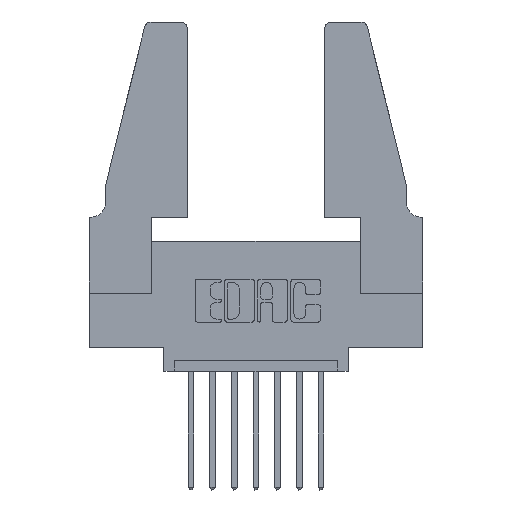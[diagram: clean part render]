
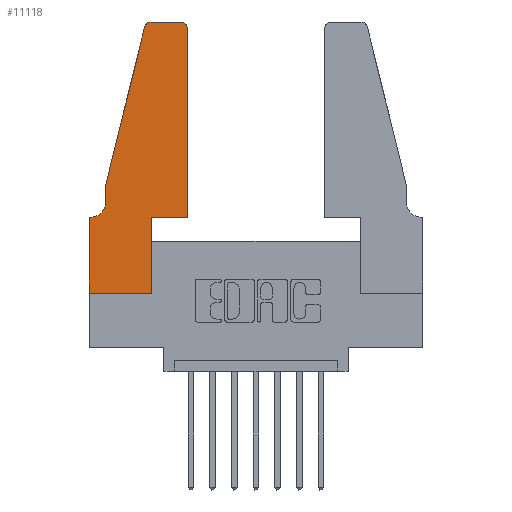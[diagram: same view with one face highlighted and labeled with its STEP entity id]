
A CAD part, top view. The second image highlights one B-rep face of the part: STEP entity #11118.
In plain terms, the highlighted planar face has unit normal (0, 0, 1).
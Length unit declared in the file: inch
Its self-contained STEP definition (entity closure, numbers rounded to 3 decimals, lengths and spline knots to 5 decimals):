
#246 = CARTESIAN_POINT ( 'NONE',  ( 0., 0.35, 0.37 ) ) ;
#393 = VECTOR ( 'NONE', #3606, 39.37008 ) ;
#416 = CARTESIAN_POINT ( 'NONE',  ( 0.25487, 1.22718, 0.37 ) ) ;
#635 = CARTESIAN_POINT ( 'NONE',  ( 0.284, 1.25, 0.37 ) ) ;
#680 = CARTESIAN_POINT ( 'NONE',  ( 0.2865, 0., 0.37 ) ) ;
#805 = DIRECTION ( 'NONE',  ( 0., 1., 0. ) ) ;
#847 = CARTESIAN_POINT ( 'NONE',  ( 0., 0., 0.37 ) ) ;
#1494 = ORIENTED_EDGE ( 'NONE', *, *, #4570, .T. ) ;
#1496 = AXIS2_PLACEMENT_3D ( 'NONE', #8708, #3856, #7743 ) ;
#1536 = ORIENTED_EDGE ( 'NONE', *, *, #6466, .T. ) ;
#1552 = AXIS2_PLACEMENT_3D ( 'NONE', #6983, #8926, #7818 ) ;
#1649 = CARTESIAN_POINT ( 'NONE',  ( 0.0055, 0.42, 0.37 ) ) ;
#1756 = LINE ( 'NONE', #4443, #2053 ) ;
#1768 = VERTEX_POINT ( 'NONE', #416 ) ;
#2042 = CARTESIAN_POINT ( 'NONE',  ( 0., 0., 0.37 ) ) ;
#2053 = VECTOR ( 'NONE', #6243, 39.37008 ) ;
#2096 = CIRCLE ( 'NONE', #9577, 0.07 ) ;
#2295 = CIRCLE ( 'NONE', #7130, 0.03 ) ;
#2600 = DIRECTION ( 'NONE',  ( -1., 0., 0. ) ) ;
#2782 = VERTEX_POINT ( 'NONE', #3099 ) ;
#2806 = DIRECTION ( 'NONE',  ( -0.239, -0.971, 0. ) ) ;
#2838 = CARTESIAN_POINT ( 'NONE',  ( 0.2865, 0.35, 0.37 ) ) ;
#2900 = ORIENTED_EDGE ( 'NONE', *, *, #8254, .T. ) ;
#2959 = VERTEX_POINT ( 'NONE', #10962 ) ;
#3099 = CARTESIAN_POINT ( 'NONE',  ( 0.4205, 1.25, 0.37 ) ) ;
#3270 = ORIENTED_EDGE ( 'NONE', *, *, #8814, .T. ) ;
#3402 = LINE ( 'NONE', #4867, #11178 ) ;
#3606 = DIRECTION ( 'NONE',  ( 0., -1., 0. ) ) ;
#3852 = ORIENTED_EDGE ( 'NONE', *, *, #12237, .T. ) ;
#3856 = DIRECTION ( 'NONE',  ( 0., 0., 1. ) ) ;
#4244 = EDGE_CURVE ( 'NONE', #8201, #7036, #3402, .T. ) ;
#4259 = EDGE_CURVE ( 'NONE', #5981, #6310, #8669, .T. ) ;
#4273 = ORIENTED_EDGE ( 'NONE', *, *, #10997, .T. ) ;
#4443 = CARTESIAN_POINT ( 'NONE',  ( 0.4505, 0.35, 0.37 ) ) ;
#4531 = VERTEX_POINT ( 'NONE', #12252 ) ;
#4570 = EDGE_CURVE ( 'NONE', #2959, #8201, #2096, .T. ) ;
#4661 = CARTESIAN_POINT ( 'NONE',  ( 0.2605, 1.25, 0.37 ) ) ;
#4741 = DIRECTION ( 'NONE',  ( 0., -1., 0. ) ) ;
#4867 = CARTESIAN_POINT ( 'NONE',  ( 0.0755, 0.35, 0.37 ) ) ;
#5038 = EDGE_CURVE ( 'NONE', #7437, #8450, #10244, .T. ) ;
#5288 = LINE ( 'NONE', #4661, #6514 ) ;
#5552 = DIRECTION ( 'NONE',  ( 1., 0., 0. ) ) ;
#5780 = PLANE ( 'NONE',  #1496 ) ;
#5981 = VERTEX_POINT ( 'NONE', #847 ) ;
#5992 = VERTEX_POINT ( 'NONE', #2838 ) ;
#6060 = CARTESIAN_POINT ( 'NONE',  ( 0.4505, 0.35, 0.37 ) ) ;
#6162 = EDGE_LOOP ( 'NONE', ( #4273, #11376, #7913, #3852, #1494, #8807, #1536, #10404, #3270, #10308, #11778, #2900 ) ) ;
#6182 = DIRECTION ( 'NONE',  ( 0., 1., 0. ) ) ;
#6243 = DIRECTION ( 'NONE',  ( 1., 0., 0. ) ) ;
#6259 = VERTEX_POINT ( 'NONE', #635 ) ;
#6310 = VERTEX_POINT ( 'NONE', #680 ) ;
#6342 = DIRECTION ( 'NONE',  ( -1., 0., 0. ) ) ;
#6466 = EDGE_CURVE ( 'NONE', #7036, #5981, #9643, .T. ) ;
#6514 = VECTOR ( 'NONE', #2600, 39.37008 ) ;
#6525 = CARTESIAN_POINT ( 'NONE',  ( 0.2865, 0.35, 0.37 ) ) ;
#6626 = CARTESIAN_POINT ( 'NONE',  ( 0.4505, 1.22, 0.37 ) ) ;
#6793 = DIRECTION ( 'NONE',  ( -1., 0., 0. ) ) ;
#6983 = CARTESIAN_POINT ( 'NONE',  ( 0.4205, 1.22, 0.37 ) ) ;
#7036 = VERTEX_POINT ( 'NONE', #246 ) ;
#7130 = AXIS2_PLACEMENT_3D ( 'NONE', #9332, #11245, #5552 ) ;
#7242 = VECTOR ( 'NONE', #4741, 39.37008 ) ;
#7277 = EDGE_CURVE ( 'NONE', #1768, #4531, #9758, .T. ) ;
#7437 = VERTEX_POINT ( 'NONE', #8875 ) ;
#7644 = VECTOR ( 'NONE', #805, 39.37008 ) ;
#7675 = CARTESIAN_POINT ( 'NONE',  ( 0., 0., 0.37 ) ) ;
#7743 = DIRECTION ( 'NONE',  ( 1., 0., 0. ) ) ;
#7818 = DIRECTION ( 'NONE',  ( 1., 0., 0. ) ) ;
#7913 = ORIENTED_EDGE ( 'NONE', *, *, #7277, .T. ) ;
#7938 = EDGE_CURVE ( 'NONE', #6259, #1768, #2295, .T. ) ;
#8201 = VERTEX_POINT ( 'NONE', #10589 ) ;
#8254 = EDGE_CURVE ( 'NONE', #8450, #2782, #8555, .T. ) ;
#8450 = VERTEX_POINT ( 'NONE', #6626 ) ;
#8555 = CIRCLE ( 'NONE', #1552, 0.03 ) ;
#8669 = LINE ( 'NONE', #7675, #11010 ) ;
#8708 = CARTESIAN_POINT ( 'NONE',  ( 0., 0.35, 0.37 ) ) ;
#8807 = ORIENTED_EDGE ( 'NONE', *, *, #4244, .T. ) ;
#8814 = EDGE_CURVE ( 'NONE', #6310, #5992, #11926, .T. ) ;
#8875 = CARTESIAN_POINT ( 'NONE',  ( 0.4505, 0.35, 0.37 ) ) ;
#8926 = DIRECTION ( 'NONE',  ( 0., 0., 1. ) ) ;
#9332 = CARTESIAN_POINT ( 'NONE',  ( 0.284, 1.22, 0.37 ) ) ;
#9577 = AXIS2_PLACEMENT_3D ( 'NONE', #1649, #10181, #6342 ) ;
#9643 = LINE ( 'NONE', #2042, #7242 ) ;
#9758 = LINE ( 'NONE', #12295, #10166 ) ;
#10166 = VECTOR ( 'NONE', #2806, 39.37008 ) ;
#10181 = DIRECTION ( 'NONE',  ( 0., 0., -1. ) ) ;
#10244 = LINE ( 'NONE', #6060, #11298 ) ;
#10308 = ORIENTED_EDGE ( 'NONE', *, *, #10894, .T. ) ;
#10316 = CARTESIAN_POINT ( 'NONE',  ( 0.0755, 0.5, 0.37 ) ) ;
#10404 = ORIENTED_EDGE ( 'NONE', *, *, #4259, .T. ) ;
#10498 = LINE ( 'NONE', #10316, #393 ) ;
#10589 = CARTESIAN_POINT ( 'NONE',  ( 0.0055, 0.35, 0.37 ) ) ;
#10894 = EDGE_CURVE ( 'NONE', #5992, #7437, #1756, .T. ) ;
#10962 = CARTESIAN_POINT ( 'NONE',  ( 0.0755, 0.42, 0.37 ) ) ;
#10997 = EDGE_CURVE ( 'NONE', #2782, #6259, #5288, .T. ) ;
#11010 = VECTOR ( 'NONE', #11574, 39.37008 ) ;
#11099 = FACE_OUTER_BOUND ( 'NONE', #6162, .T. ) ;
#11118 = ADVANCED_FACE ( 'NONE', ( #11099 ), #5780, .T. ) ;
#11178 = VECTOR ( 'NONE', #6793, 39.37008 ) ;
#11245 = DIRECTION ( 'NONE',  ( 0., 0., 1. ) ) ;
#11298 = VECTOR ( 'NONE', #6182, 39.37008 ) ;
#11376 = ORIENTED_EDGE ( 'NONE', *, *, #7938, .T. ) ;
#11574 = DIRECTION ( 'NONE',  ( 1., 0., 0. ) ) ;
#11778 = ORIENTED_EDGE ( 'NONE', *, *, #5038, .T. ) ;
#11926 = LINE ( 'NONE', #6525, #7644 ) ;
#12237 = EDGE_CURVE ( 'NONE', #4531, #2959, #10498, .T. ) ;
#12252 = CARTESIAN_POINT ( 'NONE',  ( 0.0755, 0.5, 0.37 ) ) ;
#12295 = CARTESIAN_POINT ( 'NONE',  ( 0.0755, 0.5, 0.37 ) ) ;
